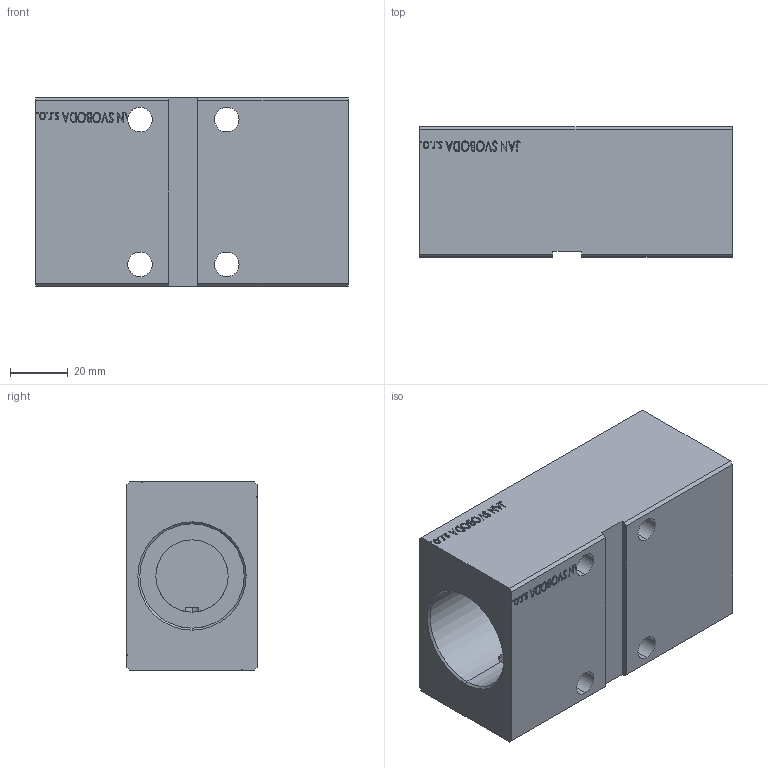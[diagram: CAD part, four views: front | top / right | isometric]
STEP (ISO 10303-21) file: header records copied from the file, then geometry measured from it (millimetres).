
FILE_DESCRIPTION (( 'STEP AP203' ), '1' );
FILE_NAME ('fe1a.STEP', '2022-04-07T14:52:40', ( '' ), ( '' ), 'SwSTEP 2.0', 'SolidWorks 2019', '' );
FILE_SCHEMA (( 'CONFIG_CONTROL_DESIGN' ));
Length unit declared in the file: millimetre
Products named in the file (1): fe1a
Bounding box: 108 x 45 x 65 mm (x, y, z)
Volume: 222140.6 mm3; surface area: 44803.7 mm2
Topology: 1 solids, 1 shells, 770 faces, 2014 edges, 1341 vertices
Faces by surface type: plane 372, bspline 370, cylinder 26, cone 2
Entity records: 40813 total; most frequent: CARTESIAN_POINT 24238, ORIENTED_EDGE 4028, DIRECTION 2132, EDGE_CURVE 2014, VERTEX_POINT 1341, VECTOR 1210, LINE 1210, EDGE_LOOP 877
